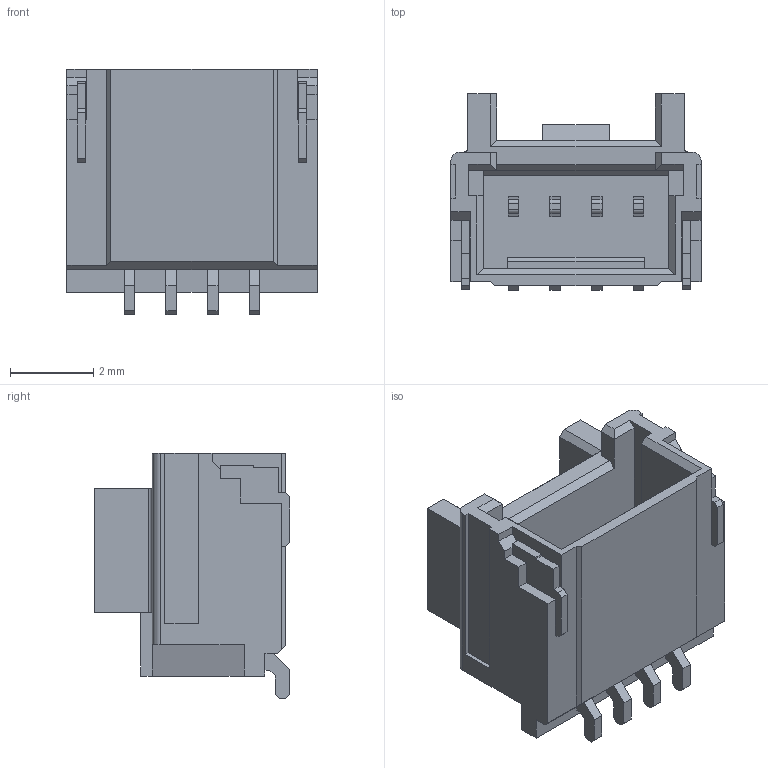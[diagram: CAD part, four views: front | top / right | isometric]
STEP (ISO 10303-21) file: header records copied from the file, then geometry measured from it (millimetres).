
FILE_DESCRIPTION((''),'2;1');
FILE_NAME('5019530407','2017-07-19T',('ksrinivasara'),(''),'PRO/ENGINEER BY PARAMETRIC TECHNOLOGY CORPORATION, 2012310','PRO/ENGINEER BY PARAMETRIC TECHNOLOGY CORPORATION, 2012310','');
FILE_SCHEMA(('CONFIG_CONTROL_DESIGN'));
Length unit declared in the file: millimetre
Products named in the file (1): 5019530407
Bounding box: 6 x 4.7 x 5.9 mm (x, y, z)
Volume: 64.9 mm3; surface area: 233.5 mm2
Topology: 1 solids, 1 shells, 201 faces, 594 edges, 400 vertices
Faces by surface type: plane 189, cylinder 12
Entity records: 6589 total; most frequent: CARTESIAN_POINT 1172, ORIENTED_EDGE 1140, DIRECTION 1022, VECTOR 570, LINE 570, EDGE_CURVE 570, VERTEX_POINT 376, AXIS2_PLACEMENT_3D 226
